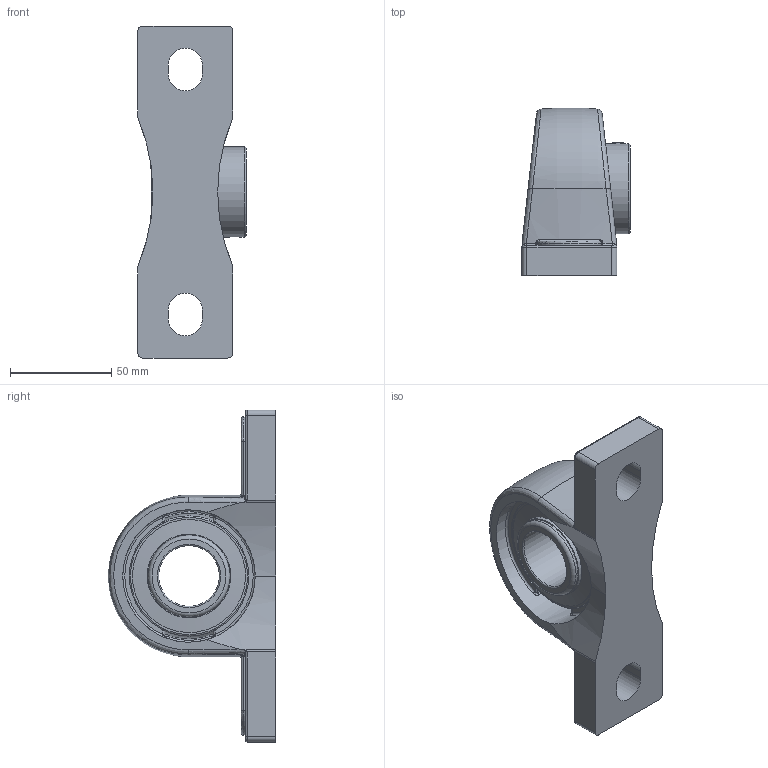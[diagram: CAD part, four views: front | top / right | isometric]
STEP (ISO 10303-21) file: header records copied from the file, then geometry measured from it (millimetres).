
FILE_DESCRIPTION(('HOOPS Exchange Step'),'2;1');
FILE_NAME('export-666D7EDA-E7A3-4219-8543-B967D1AC8E91.stp','2020-05-21T10:01:03-07:00',('dkerr'),('Alibre'),'HOOPS Exchange 2020.0','Alibre','Unknown authorisation');
FILE_SCHEMA( ('AP242_MANAGED_MODEL_BASED_3D_ENGINEERING_MIM_LF {1 0 10303 442 1 1 4 }') );
Length unit declared in the file: inch
Products named in the file (8): MRN SPM 206 L4L; SNC 206 (Ball Bearing); SNC 206 (Setscrew); SNC 206 (Shield); SNC 206 L4L (30mm) (Race); SNC 206 (Collar); MRN SNC 206 L4L (30mm); MRN SNCSPM 206 L4L (30mm)
Assembly tree (8 placements, depth 3):
  MRN SNCSPM 206 L4L (30mm)
    MRN SPM 206 L4L
    MRN SNC 206 L4L (30mm)
      SNC 206 (Ball Bearing)
      SNC 206 (Setscrew)
      SNC 206 (Shield)  x2
      SNC 206 L4L (30mm) (Race)
      SNC 206 (Collar)
Bounding box: 53.6 x 82.83 x 164 mm (x, y, z)
Volume: 203867.4 mm3; surface area: 66225.4 mm2
Topology: 16 solids, 16 shells, 196 faces, 526 edges, 339 vertices
Faces by surface type: cylinder 67, plane 52, torus 29, bspline 22, sphere 16, cone 10
Full cylindrical faces by diameter (mm): 5.359 x2, 5.36 x1, 30 x2, 37.643 x2, 40.322 x4, 41.338 x2, 44.501 x1, 51.397 x2, 55.88 x2, 65.428 x2, 70.213 x1
Entity records: 13608 total; most frequent: CARTESIAN_POINT 8737, DIRECTION 1011, ORIENTED_EDGE 958, EDGE_CURVE 479, AXIS2_PLACEMENT_3D 433, VERTEX_POINT 325, CIRCLE 226, EDGE_LOOP 210
